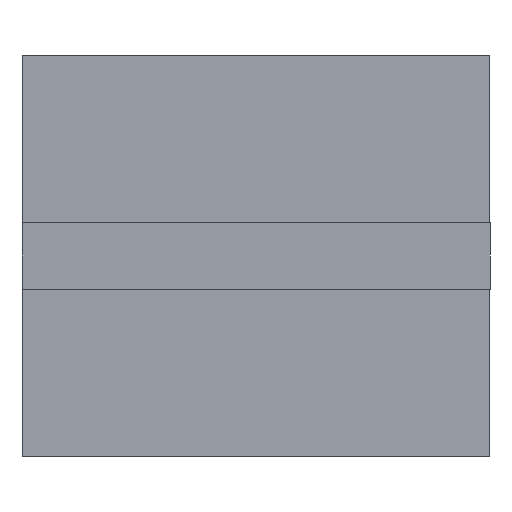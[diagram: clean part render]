
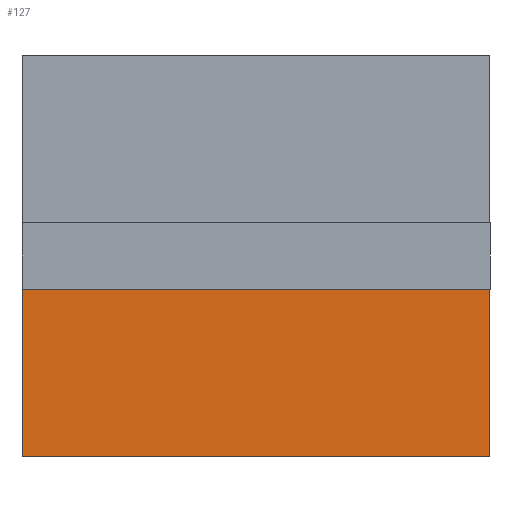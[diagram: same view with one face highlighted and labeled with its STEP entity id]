
A CAD part, left-side view. The second image highlights one B-rep face of the part: STEP entity #127.
In plain terms, the highlighted planar face has unit normal (-1, 0, 0).
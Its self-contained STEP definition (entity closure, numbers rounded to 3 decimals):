
#22 = VECTOR ( 'NONE', #465, 1000. ) ;
#24 = CARTESIAN_POINT ( 'NONE',  ( -8.5, 17.5, -2.5 ) ) ;
#29 = LINE ( 'NONE', #196, #141 ) ;
#55 = VERTEX_POINT ( 'NONE', #71 ) ;
#68 = EDGE_CURVE ( 'NONE', #104, #216, #349, .T. ) ;
#71 = CARTESIAN_POINT ( 'NONE',  ( -8.5, 17.5, -2.5 ) ) ;
#96 = CARTESIAN_POINT ( 'NONE',  ( -8.5, 0., 15. ) ) ;
#104 = VERTEX_POINT ( 'NONE', #471 ) ;
#127 = ADVANCED_FACE ( 'NONE', ( #179 ), #139, .F. ) ;
#139 = PLANE ( 'NONE',  #491 ) ;
#141 = VECTOR ( 'NONE', #489, 1000. ) ;
#154 = EDGE_CURVE ( 'NONE', #289, #216, #247, .T. ) ;
#171 = DIRECTION ( 'NONE',  ( 0., 1., 0. ) ) ;
#179 = FACE_OUTER_BOUND ( 'NONE', #217, .T. ) ;
#193 = DIRECTION ( 'NONE',  ( 0., -1., 0. ) ) ;
#196 = CARTESIAN_POINT ( 'NONE',  ( -8.5, 17.5, 15. ) ) ;
#215 = EDGE_CURVE ( 'NONE', #55, #104, #376, .T. ) ;
#216 = VERTEX_POINT ( 'NONE', #228 ) ;
#217 = EDGE_LOOP ( 'NONE', ( #306, #378, #271, #272 ) ) ;
#227 = CARTESIAN_POINT ( 'NONE',  ( -8.5, 17.5, -15. ) ) ;
#228 = CARTESIAN_POINT ( 'NONE',  ( -8.5, -17.5, -15. ) ) ;
#246 = EDGE_CURVE ( 'NONE', #55, #289, #29, .T. ) ;
#247 = LINE ( 'NONE', #403, #444 ) ;
#258 = VECTOR ( 'NONE', #193, 1000. ) ;
#271 = ORIENTED_EDGE ( 'NONE', *, *, #154, .T. ) ;
#272 = ORIENTED_EDGE ( 'NONE', *, *, #68, .F. ) ;
#289 = VERTEX_POINT ( 'NONE', #227 ) ;
#306 = ORIENTED_EDGE ( 'NONE', *, *, #215, .F. ) ;
#349 = LINE ( 'NONE', #499, #22 ) ;
#376 = LINE ( 'NONE', #24, #258 ) ;
#378 = ORIENTED_EDGE ( 'NONE', *, *, #246, .T. ) ;
#403 = CARTESIAN_POINT ( 'NONE',  ( -8.5, 0., -15. ) ) ;
#436 = DIRECTION ( 'NONE',  ( 0., -1., 0. ) ) ;
#444 = VECTOR ( 'NONE', #436, 1000. ) ;
#465 = DIRECTION ( 'NONE',  ( 0., 0., -1. ) ) ;
#471 = CARTESIAN_POINT ( 'NONE',  ( -8.5, -17.5, -2.5 ) ) ;
#473 = DIRECTION ( 'NONE',  ( 1., 0., 0. ) ) ;
#489 = DIRECTION ( 'NONE',  ( 0., 0., -1. ) ) ;
#491 = AXIS2_PLACEMENT_3D ( 'NONE', #96, #473, #171 ) ;
#499 = CARTESIAN_POINT ( 'NONE',  ( -8.5, -17.5, 15. ) ) ;
